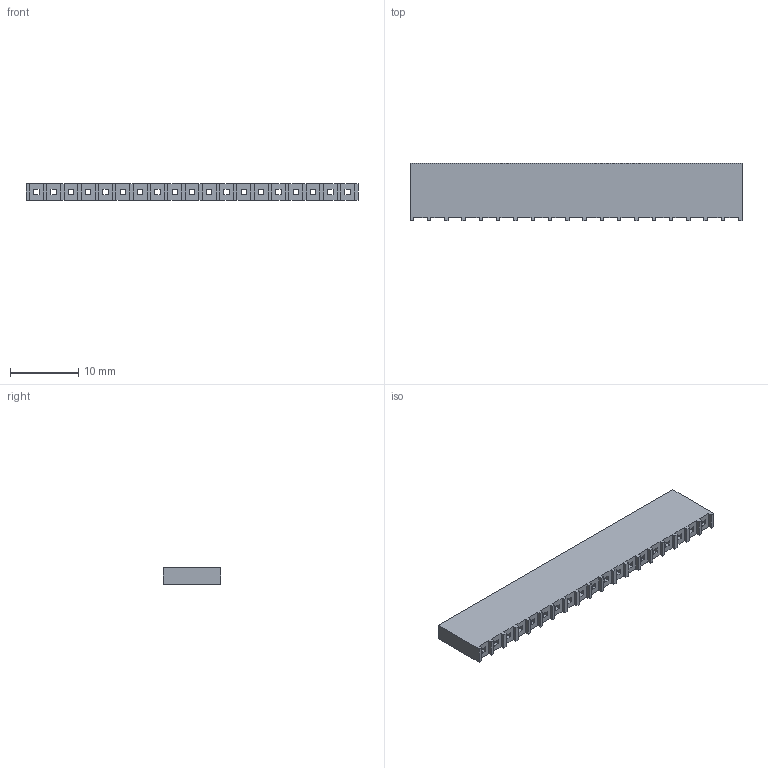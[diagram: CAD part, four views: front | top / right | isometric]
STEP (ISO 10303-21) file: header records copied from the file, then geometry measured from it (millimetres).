
FILE_DESCRIPTION(/* description */ (''),/* implementation_level */ '2;1');
FILE_NAME(/* name */ '_T1SSW-119-01-G-S_ipt_b3b015e7.STEP',/* time_stamp */ '2024-05-28T14:29:08+01:00',/* author */ ('rlndo'),/* organization */ (''),/* preprocessor_version */ 'ST-DEVELOPER v16.13',/* originating_system */ 'Autodesk Inventor 2018',/* authorisation */ '');
FILE_SCHEMA (('AUTOMOTIVE_DESIGN { 1 0 10303 214 3 1 1 }'));
Length unit declared in the file: millimetre
Products named in the file (1): _T1SSW-119-01-G-S
Bounding box: 48.77 x 8.51 x 2.41 mm (x, y, z)
Volume: 859.7 mm3; surface area: 1568.9 mm2
Topology: 1 solids, 1 shells, 158 faces, 468 edges, 312 vertices
Faces by surface type: plane 158
Entity records: 5459 total; most frequent: CARTESIAN_POINT 939, ORIENTED_EDGE 936, DIRECTION 786, LINE 468, VECTOR 468, EDGE_CURVE 468, VERTEX_POINT 312, EDGE_LOOP 196
